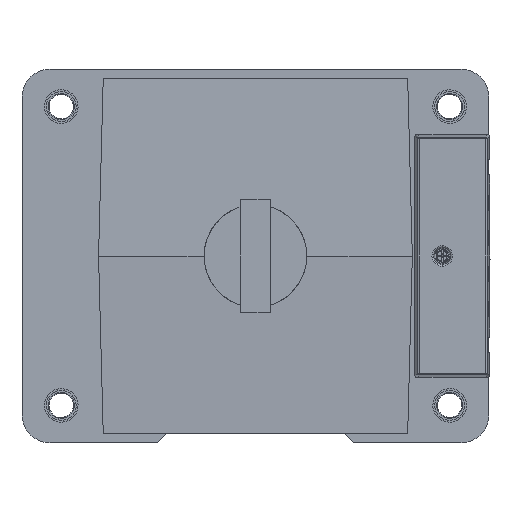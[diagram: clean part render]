
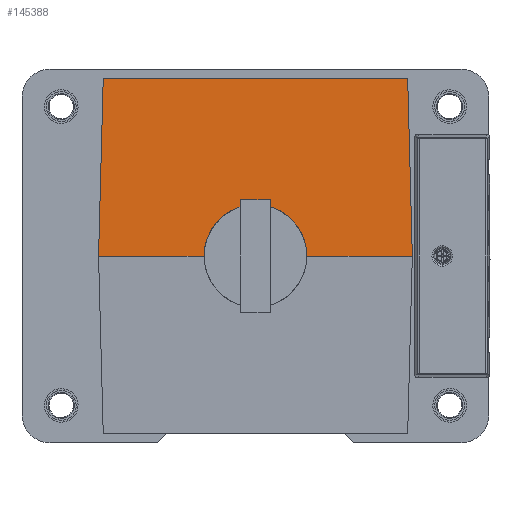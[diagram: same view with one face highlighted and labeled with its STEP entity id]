
A CAD part, left-side view. The second image highlights one B-rep face of the part: STEP entity #145388.
In plain terms, the highlighted planar face has unit normal (-1, 0, 0.026).
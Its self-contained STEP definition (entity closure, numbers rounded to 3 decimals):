
#260 = CARTESIAN_POINT ( 'NONE',  ( -177.5, -27.5, 0. ) ) ;
#4728 = VECTOR ( 'NONE', #42731, 1000. ) ;
#6677 = ORIENTED_EDGE ( 'NONE', *, *, #122829, .T. ) ;
#6747 = CARTESIAN_POINT ( 'NONE',  ( -176.78, 0., 27.5 ) ) ;
#7604 = DIRECTION ( 'NONE',  ( 0., -1., 0. ) ) ;
#8364 = CARTESIAN_POINT ( 'NONE',  ( -177.5, 0., 0. ) ) ;
#14654 = EDGE_CURVE ( 'NONE', #69639, #74333, #66207, .T. ) ;
#18168 = CARTESIAN_POINT ( 'NONE',  ( -176.78, -16.109, 27.5 ) ) ;
#20488 = ORIENTED_EDGE ( 'NONE', *, *, #45192, .F. ) ;
#21747 = FACE_OUTER_BOUND ( 'NONE', #115876, .T. ) ;
#28986 = CARTESIAN_POINT ( 'NONE',  ( -177.5, 27.5, 0. ) ) ;
#29459 = VECTOR ( 'NONE', #76137, 1000. ) ;
#29620 = CARTESIAN_POINT ( 'NONE',  ( -177.5, -27.5, 0. ) ) ;
#29918 = EDGE_CURVE ( 'NONE', #74333, #35448, #116687, .T. ) ;
#32484 = ORIENTED_EDGE ( 'NONE', *, *, #90944, .F. ) ;
#33324 = DIRECTION ( 'NONE',  ( 1., 0., -0.026 ) ) ;
#34976 = LINE ( 'NONE', #8364, #4728 ) ;
#35448 = VERTEX_POINT ( 'NONE', #85924 ) ;
#35885 = VECTOR ( 'NONE', #51020, 1000. ) ;
#39520 = CARTESIAN_POINT ( 'NONE',  ( -177.5, 84., 0. ) ) ;
#40448 = CARTESIAN_POINT ( 'NONE',  ( -177.078, 27.5, 16.109 ) ) ;
#41480 = CARTESIAN_POINT ( 'NONE',  ( -175.012, 84., 95. ) ) ;
#42731 = DIRECTION ( 'NONE',  ( 0., 1., 0. ) ) ;
#45192 = EDGE_CURVE ( 'NONE', #35448, #60324, #95742, .T. ) ;
#45320 = CARTESIAN_POINT ( 'NONE',  ( -177.5, 0., 0. ) ) ;
#47257 = VERTEX_POINT ( 'NONE', #260 ) ;
#51020 = DIRECTION ( 'NONE',  ( 0.026, -0.026, 0.999 ) ) ;
#51946 = CARTESIAN_POINT ( 'NONE',  ( -176.78, 0., 27.5 ) ) ;
#53340 = CARTESIAN_POINT ( 'NONE',  ( -177.5, 0., 0. ) ) ;
#54041 =( BOUNDED_CURVE ( )  B_SPLINE_CURVE ( 3, ( #6747, #18168, #97825, #29620 ),
 .UNSPECIFIED., .F., .T. ) 
 B_SPLINE_CURVE_WITH_KNOTS ( ( 4, 4 ),
 ( 3.142, 4.712 ),
 .UNSPECIFIED. ) 
 CURVE ( )  GEOMETRIC_REPRESENTATION_ITEM ( )  RATIONAL_B_SPLINE_CURVE ( ( 1., 0.805, 0.805, 1. ) ) 
 REPRESENTATION_ITEM ( '' )  );
#56798 = PLANE ( 'NONE',  #127729 ) ;
#59795 = LINE ( 'NONE', #53340, #29459 ) ;
#60324 = VERTEX_POINT ( 'NONE', #82598 ) ;
#65498 = VECTOR ( 'NONE', #133713, 1000. ) ;
#65859 = CARTESIAN_POINT ( 'NONE',  ( -175.012, 81.512, 95. ) ) ;
#66207 = LINE ( 'NONE', #39520, #35885 ) ;
#69639 = VERTEX_POINT ( 'NONE', #126565 ) ;
#74333 = VERTEX_POINT ( 'NONE', #65859 ) ;
#74995 = VERTEX_POINT ( 'NONE', #101969 ) ;
#76137 = DIRECTION ( 'NONE',  ( 0., 1., 0. ) ) ;
#82598 = CARTESIAN_POINT ( 'NONE',  ( -177.5, -84., 0. ) ) ;
#83565 = ORIENTED_EDGE ( 'NONE', *, *, #14654, .F. ) ;
#85924 = CARTESIAN_POINT ( 'NONE',  ( -175.012, -81.512, 95. ) ) ;
#86298 = VECTOR ( 'NONE', #7604, 1000. ) ;
#90944 = EDGE_CURVE ( 'NONE', #60324, #47257, #34976, .T. ) ;
#95742 = LINE ( 'NONE', #122287, #65498 ) ;
#97825 = CARTESIAN_POINT ( 'NONE',  ( -177.078, -27.5, 16.109 ) ) ;
#101969 = CARTESIAN_POINT ( 'NONE',  ( -176.78, 0., 27.5 ) ) ;
#106276 = EDGE_CURVE ( 'NONE', #74995, #47257, #54041, .T. ) ;
#108998 =( BOUNDED_CURVE ( )  B_SPLINE_CURVE ( 3, ( #28986, #40448, #120112, #51946 ),
 .UNSPECIFIED., .F., .T. ) 
 B_SPLINE_CURVE_WITH_KNOTS ( ( 4, 4 ),
 ( 1.571, 3.142 ),
 .UNSPECIFIED. ) 
 CURVE ( )  GEOMETRIC_REPRESENTATION_ITEM ( )  RATIONAL_B_SPLINE_CURVE ( ( 1., 0.805, 0.805, 1. ) ) 
 REPRESENTATION_ITEM ( '' )  );
#111114 = CARTESIAN_POINT ( 'NONE',  ( -177.5, 27.5, 0. ) ) ;
#115876 = EDGE_LOOP ( 'NONE', ( #116512, #6677, #132941, #32484, #20488, #133906, #83565 ) ) ;
#116512 = ORIENTED_EDGE ( 'NONE', *, *, #121532, .F. ) ;
#116687 = LINE ( 'NONE', #41480, #86298 ) ;
#120112 = CARTESIAN_POINT ( 'NONE',  ( -176.78, 16.109, 27.5 ) ) ;
#121532 = EDGE_CURVE ( 'NONE', #124123, #69639, #59795, .T. ) ;
#122287 = CARTESIAN_POINT ( 'NONE',  ( -175.014, -81.514, 94.935 ) ) ;
#122829 = EDGE_CURVE ( 'NONE', #124123, #74995, #108998, .T. ) ;
#124123 = VERTEX_POINT ( 'NONE', #111114 ) ;
#126565 = CARTESIAN_POINT ( 'NONE',  ( -177.5, 84., 0. ) ) ;
#127729 = AXIS2_PLACEMENT_3D ( 'NONE', #45320, #33324, #136398 ) ;
#132941 = ORIENTED_EDGE ( 'NONE', *, *, #106276, .T. ) ;
#133713 = DIRECTION ( 'NONE',  ( -0.026, -0.026, -0.999 ) ) ;
#133906 = ORIENTED_EDGE ( 'NONE', *, *, #29918, .F. ) ;
#136398 = DIRECTION ( 'NONE',  ( 0., 1., 0. ) ) ;
#145388 = ADVANCED_FACE ( 'NONE', ( #21747 ), #56798, .F. ) ;
